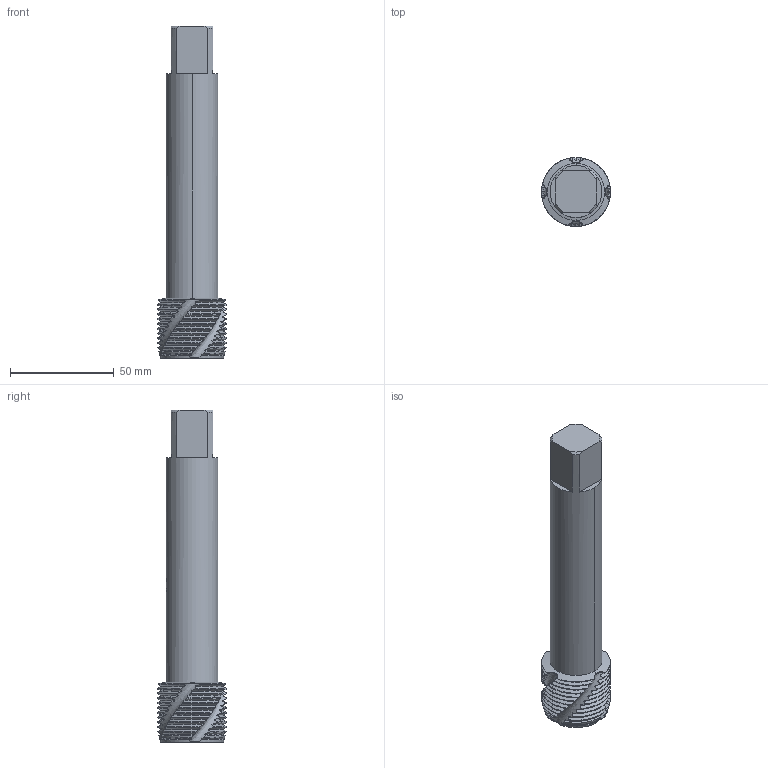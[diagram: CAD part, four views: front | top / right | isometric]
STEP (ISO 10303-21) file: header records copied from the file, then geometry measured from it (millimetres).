
FILE_DESCRIPTION(('no description'),'unknown implementation level');
FILE_NAME('soliddf39tJCQC3A_Q9Qe3Alu_E3zOCA_1.STP',' ',('CIM GmbH Aachen'),('CADClick - KiM GmbH - www.kimweb.de'),'unknown preprocess','ACIS','unknown authorization');
FILE_SCHEMA(('automotive_design'));
Length unit declared in the file: millimetre
Products named in the file (2): 1; 2
Bounding box: 33.25 x 33.25 x 160 mm (x, y, z)
Volume: 83807.1 mm3; surface area: 21618.2 mm2
Topology: 2 solids, 2 shells, 329 faces, 937 edges, 612 vertices
Faces by surface type: cone 162, cylinder 138, plane 17, bspline 8, revolution 4
Entity records: 26920 total; most frequent: CARTESIAN_POINT 8529, STYLED_ITEM 1880, PRESENTATION_STYLE_ASSIGNMENT 1880, COLOUR_RGB 1880, ORIENTED_EDGE 1874, DIRECTION 1483, EDGE_CURVE 937, CURVE_STYLE 937
